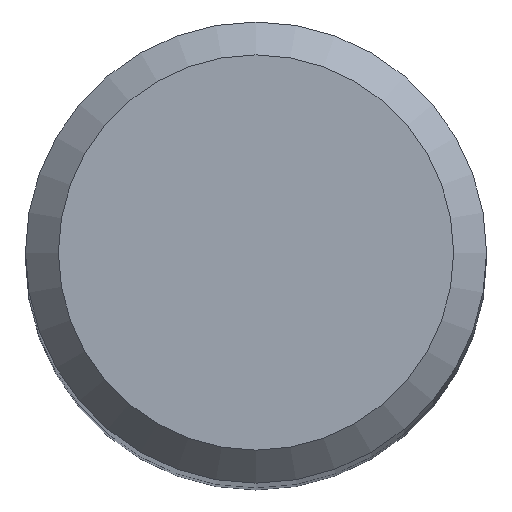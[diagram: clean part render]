
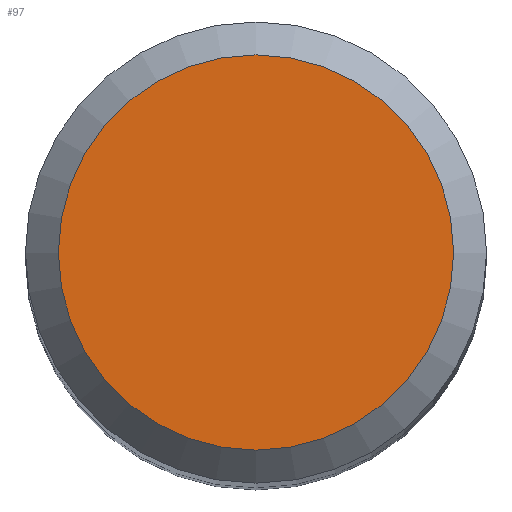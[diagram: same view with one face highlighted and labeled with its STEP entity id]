
A CAD part, top view. The second image highlights one B-rep face of the part: STEP entity #97.
In plain terms, the highlighted planar face has unit normal (0, 0, 1).
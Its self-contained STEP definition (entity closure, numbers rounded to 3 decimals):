
#39 = FACE_OUTER_BOUND ( 'NONE', #69, .T. ) ;
#44 = CIRCLE ( 'NONE', #151, 3. ) ;
#47 = ORIENTED_EDGE ( 'NONE', *, *, #190, .F. ) ;
#50 = DIRECTION ( 'NONE',  ( 0., 1., 0. ) ) ;
#60 = AXIS2_PLACEMENT_3D ( 'NONE', #198, #79, #50 ) ;
#69 = EDGE_LOOP ( 'NONE', ( #47 ) ) ;
#74 = VERTEX_POINT ( 'NONE', #141 ) ;
#77 = PLANE ( 'NONE',  #60 ) ;
#79 = DIRECTION ( 'NONE',  ( 0., 0., -1. ) ) ;
#97 = ADVANCED_FACE ( 'NONE', ( #39 ), #77, .F. ) ;
#103 = DIRECTION ( 'NONE',  ( 0., 0., -1. ) ) ;
#141 = CARTESIAN_POINT ( 'NONE',  ( 0., 3., 60. ) ) ;
#151 = AXIS2_PLACEMENT_3D ( 'NONE', #200, #103, #189 ) ;
#189 = DIRECTION ( 'NONE',  ( 0., 1., 0. ) ) ;
#190 = EDGE_CURVE ( 'NONE', #74, #74, #44, .T. ) ;
#198 = CARTESIAN_POINT ( 'NONE',  ( 0., 0., 60. ) ) ;
#200 = CARTESIAN_POINT ( 'NONE',  ( 0., 0., 60. ) ) ;
